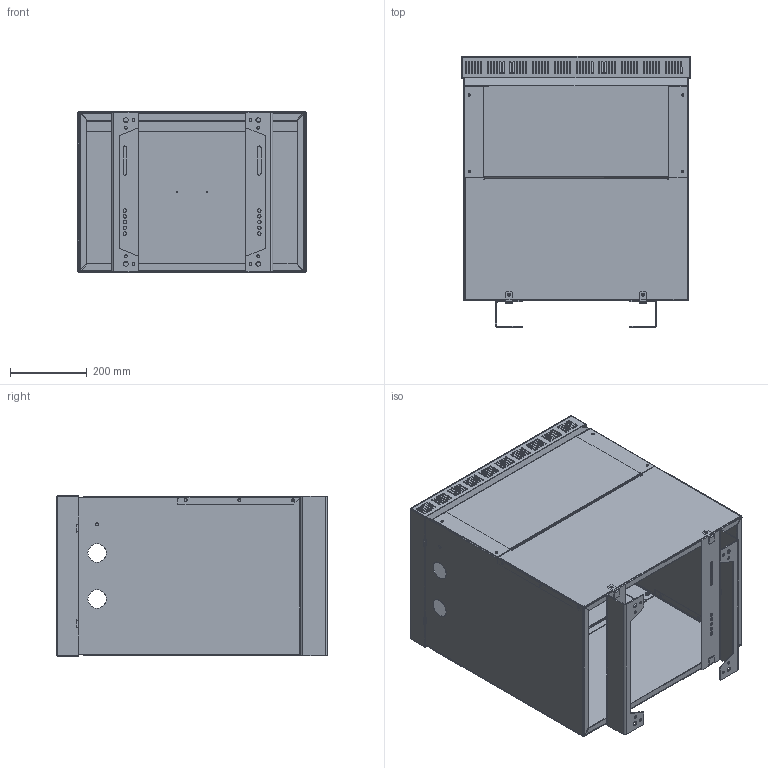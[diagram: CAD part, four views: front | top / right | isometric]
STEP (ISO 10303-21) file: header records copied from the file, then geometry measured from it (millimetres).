
FILE_DESCRIPTION(/* description */ (''),/* implementation_level */ '2;1');
FILE_NAME(/* name */ 'CAJ23RC80.stp',/* time_stamp */ '2023-12-18T12:29:16+01:00',/* author */ ('ops'),/* organization */ (''),/* preprocessor_version */ 'ST-DEVELOPER v16.13',/* originating_system */ 'Autodesk Inventor 2018',/* authorisation */ '');
FILE_SCHEMA (('AUTOMOTIVE_DESIGN { 1 0 10303 214 3 1 1 }'));
Length unit declared in the file: millimetre
Products named in the file (12): CAJ23RC80-1E; CUE_IP23RC80-V04; TAP_IP23RC80-V02; PIE_IP23RC80_IZQ-V02; PIEDCAJ23RC80; PIE_IP23RC80_DER-V02; PIEICAJ23RC80; Lengueta RC80-V02; DIN EN 1661 - M6; TAPF_IP23RC80; AAC23RC80C23D; ISO 4032 - M5
Assembly tree (26 placements, depth 3):
  CAJ23RC80-1E
    CUE_IP23RC80-V04  x2
    TAP_IP23RC80-V02
    PIE_IP23RC80_IZQ-V02
      PIEDCAJ23RC80
      Lengueta RC80-V02  x2
      DIN EN 1661 - M6  x2
    PIE_IP23RC80_DER-V02
      PIEICAJ23RC80
      Lengueta RC80-V02  x2
      DIN EN 1661 - M6  x2
    TAPF_IP23RC80  x2
    AAC23RC80C23D
    ISO 4032 - M5  x8
Bounding box: 597.02 x 706.65 x 418 mm (x, y, z)
Volume: 3054853.6 mm3; surface area: 3851217.3 mm2
Topology: 24 solids, 24 shells, 1263 faces, 3341 edges, 2128 vertices
Faces by surface type: plane 758, cylinder 423, cone 70, bspline 8, torus 4
Full cylindrical faces by diameter (mm): 3.5 x5, 4.134 x8, 4.917 x4, 5 x6, 6 x16, 6.8 x8, 7 x6, 7.5 x10, 8 x6, 9 x10, 12 x4, 48 x4
Entity records: 29509 total; most frequent: CARTESIAN_POINT 5161, DIRECTION 4938, ORIENTED_EDGE 4812, EDGE_CURVE 2406, LINE 1648, VECTOR 1648, AXIS2_PLACEMENT_3D 1645, VERTEX_POINT 1585
